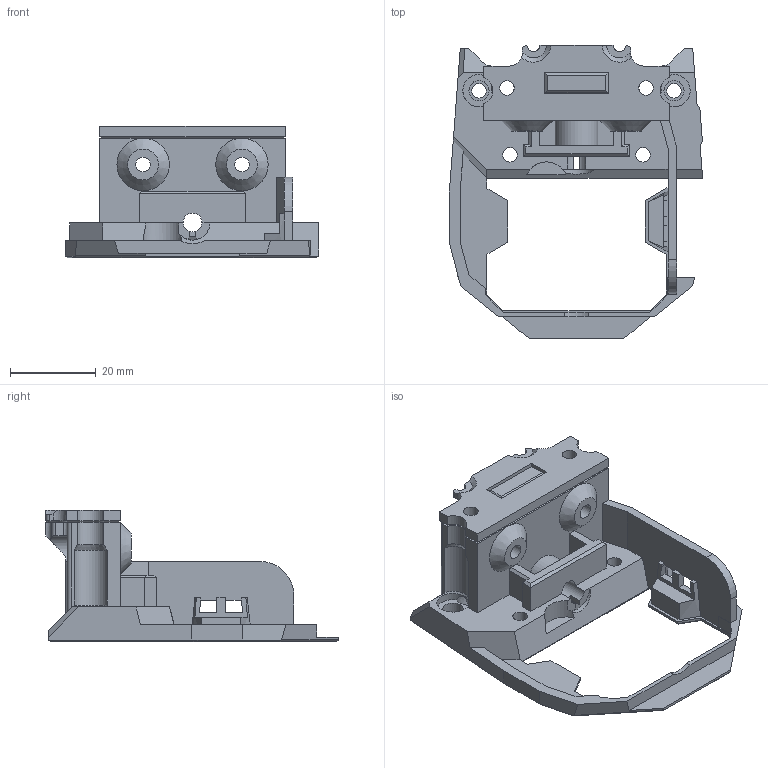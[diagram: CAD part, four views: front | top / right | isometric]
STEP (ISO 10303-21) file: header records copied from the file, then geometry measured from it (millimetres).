
FILE_DESCRIPTION (( 'STEP AP203' ), '1' );
FILE_NAME ('LGX_SB_Mount-r02f - NoPCB.STEP', '2023-01-22T16:04:11', ( '' ), ( '' ), 'SwSTEP 2.0', 'SolidWorks 2022', '' );
FILE_SCHEMA (( 'CONFIG_CONTROL_DESIGN' ));
Length unit declared in the file: millimetre
Products named in the file (1): LGX_SB_Mount-r02f - NoPCB
Bounding box: 58.96 x 68.17 x 30.6 mm (x, y, z)
Volume: 24665.6 mm3; surface area: 13872.4 mm2
Topology: 2 solids, 3 shells, 357 faces, 959 edges, 604 vertices
Faces by surface type: plane 255, cylinder 63, cone 31, bspline 8
Full cylindrical faces by diameter (mm): 3.4 x11, 4.4 x1, 4.7 x5, 6 x4, 6.2 x2, 7.5 x2
Entity records: 11115 total; most frequent: CARTESIAN_POINT 2418, ORIENTED_EDGE 1810, DIRECTION 1682, EDGE_CURVE 905, VECTOR 642, LINE 642, VERTEX_POINT 588, AXIS2_PLACEMENT_3D 520
